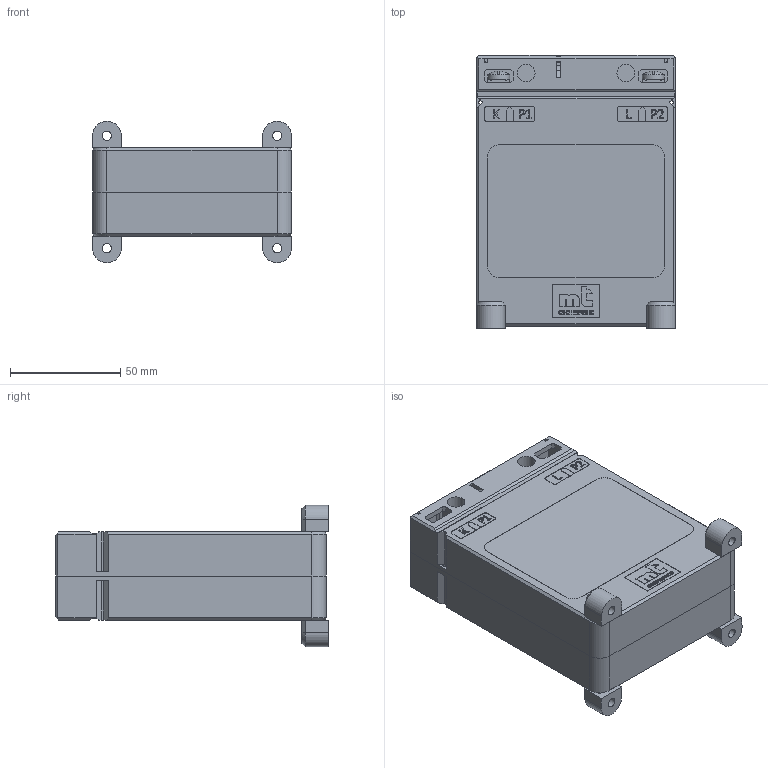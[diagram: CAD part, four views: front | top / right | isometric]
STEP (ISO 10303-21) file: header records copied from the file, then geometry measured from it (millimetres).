
FILE_DESCRIPTION(/* description */ (''),/* implementation_level */ '2;1');
FILE_NAME(/* name */ 'CLB 0.91.step',/* time_stamp */ '2024-10-25T09:39:21+02:00',/* author */ ('peter'),/* organization */ (''),/* preprocessor_version */ 'ST-DEVELOPER v20',/* originating_system */ 'Autodesk Inventor 2025',/* authorisation */ '');
FILE_SCHEMA (('AUTOMOTIVE_DESIGN { 1 0 10303 214 3 1 1 }'));
Length unit declared in the file: millimetre
Products named in the file (11): Current transformer CLB 0.91; Front plastic case CLB 0.91; Back plastic case CLB 0.91; Tape label CLB 0.91; Secondary terminal cover 37B CLB; Plastic mounting foot; Primary terminal 12 CLB; Secondary terminal 12 CLB; Plastic barrier; Rivet 20; Screw M5x8
Assembly tree (23 placements, depth 2):
  Current transformer CLB 0.91
    Front plastic case CLB 0.91
    Back plastic case CLB 0.91
    Tape label CLB 0.91
    Secondary terminal cover 37B CLB  x2
    Plastic mounting foot  x4
    Primary terminal 12 CLB  x2
    Secondary terminal 12 CLB  x2
    Plastic barrier  x2
    Rivet 20  x4
    Screw M5x8  x4
Bounding box: 90 x 123.5 x 64 mm (x, y, z)
Volume: 424010.9 mm3; surface area: 83238.8 mm2
Topology: 23 solids, 27 shells, 1593 faces, 4294 edges, 2836 vertices
Faces by surface type: plane 1017, bspline 304, cylinder 220, cone 36, torus 8, sphere 8
Full cylindrical faces by diameter (mm): 1.5 x4, 2.4 x4, 2.5 x4, 2.95 x2, 3 x4, 4 x4, 4.1 x4, 4.134 x4, 4.2 x4, 4.5 x4, 5 x8, 8 x16, 9 x4, 10 x4
Entity records: 42234 total; most frequent: CARTESIAN_POINT 11116, ORIENTED_EDGE 6956, DIRECTION 5147, EDGE_CURVE 3478, LINE 2541, VECTOR 2541, VERTEX_POINT 2302, EDGE_LOOP 1392
